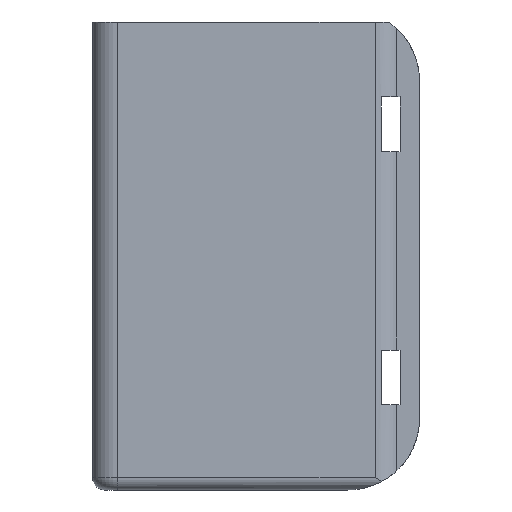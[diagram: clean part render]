
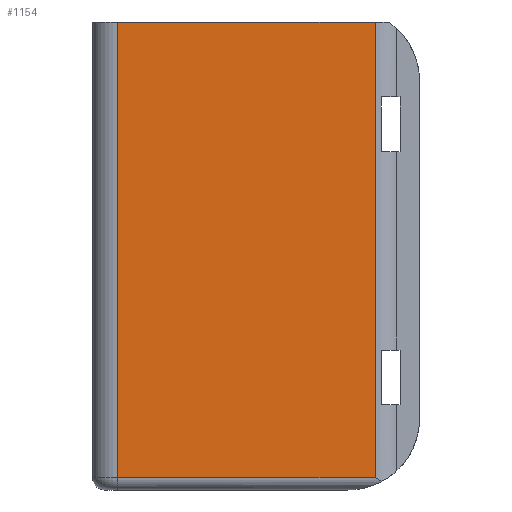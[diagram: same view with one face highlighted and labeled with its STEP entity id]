
A CAD part, front view. The second image highlights one B-rep face of the part: STEP entity #1154.
In plain terms, the highlighted planar face has unit normal (0, -1, 0).
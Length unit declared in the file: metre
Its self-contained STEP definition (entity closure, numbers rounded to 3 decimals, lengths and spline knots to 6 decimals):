
#202=ORIENTED_EDGE('',*,*,#524,.T.);
#203=ORIENTED_EDGE('',*,*,#494,.T.);
#204=ORIENTED_EDGE('',*,*,#521,.F.);
#205=ORIENTED_EDGE('',*,*,#537,.T.);
#494=EDGE_CURVE('',#666,#665,#765,.T.);
#521=EDGE_CURVE('',#687,#665,#780,.T.);
#524=EDGE_CURVE('',#689,#666,#782,.T.);
#537=EDGE_CURVE('',#687,#689,#791,.F.);
#665=VERTEX_POINT('',#1774);
#666=VERTEX_POINT('',#1776);
#687=VERTEX_POINT('',#1840);
#689=VERTEX_POINT('',#1850);
#765=LINE('',#1775,#881);
#780=LINE('',#1841,#896);
#782=LINE('',#1849,#898);
#791=LINE('',#1878,#907);
#881=VECTOR('',#1387,1.);
#896=VECTOR('',#1420,1.);
#898=VECTOR('',#1424,1.);
#907=VECTOR('',#1445,1.);
#983=EDGE_LOOP('',(#202,#203,#204,#205));
#1053=FACE_BOUND('',#983,.T.);
#1113=PLANE('',#1249);
#1154=ADVANCED_FACE('',(#1053),#1113,.T.);
#1249=AXIS2_PLACEMENT_3D('',#1877,#1443,#1444);
#1387=DIRECTION('',(0.,0.,1.));
#1420=DIRECTION('',(1.,0.,0.));
#1424=DIRECTION('',(1.,0.,0.));
#1443=DIRECTION('',(0.,-1.,0.));
#1444=DIRECTION('',(1.,0.,0.));
#1445=DIRECTION('',(0.,0.,1.));
#1774=CARTESIAN_POINT('',(-0.005929,-0.01592,0.0365));
#1775=CARTESIAN_POINT('',(-0.005929,-0.01592,-0.010363));
#1776=CARTESIAN_POINT('',(-0.005929,-0.01592,0.));
#1840=CARTESIAN_POINT('',(-0.026579,-0.01592,0.0365));
#1841=CARTESIAN_POINT('',(-0.016729,-0.01592,0.0365));
#1849=CARTESIAN_POINT('',(-0.004879,-0.01592,0.));
#1850=CARTESIAN_POINT('',(-0.026579,-0.01592,0.));
#1877=CARTESIAN_POINT('',(-0.016729,-0.01592,-0.001));
#1878=CARTESIAN_POINT('',(-0.026579,-0.01592,-0.001));
